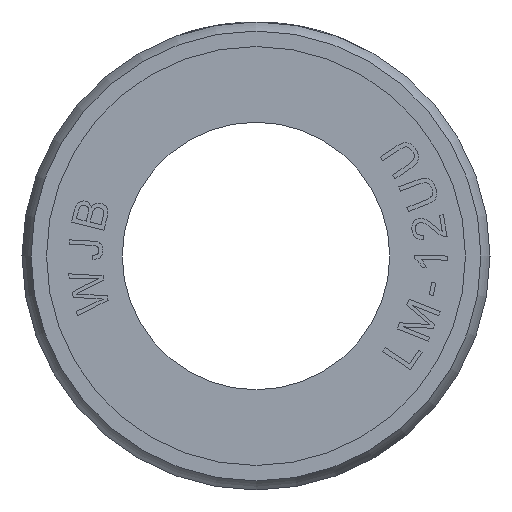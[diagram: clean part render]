
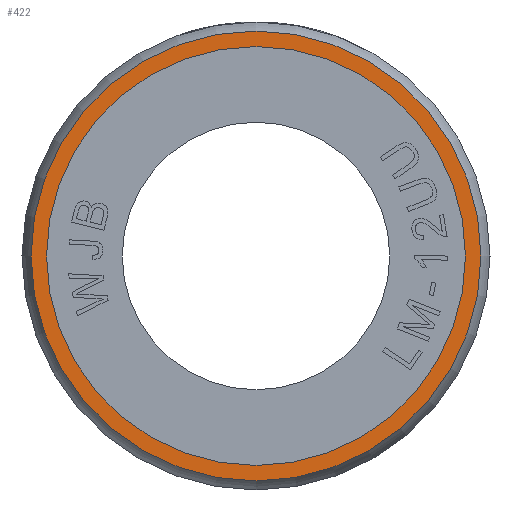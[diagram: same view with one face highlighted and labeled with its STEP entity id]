
A CAD part, left-side view. The second image highlights one B-rep face of the part: STEP entity #422.
In plain terms, the highlighted planar face has unit normal (-1, 0, 0).
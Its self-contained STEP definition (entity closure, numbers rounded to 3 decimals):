
#422=ADVANCED_FACE('',(#979,#980),#698,.T.);
#698=PLANE('',#5141);
#901=CIRCLE('',#5138,10.094);
#902=CIRCLE('',#5140,9.4);
#979=FACE_BOUND('',#1054,.T.);
#980=FACE_BOUND('',#1055,.T.);
#1054=EDGE_LOOP('',(#1911));
#1055=EDGE_LOOP('',(#1912));
#1911=ORIENTED_EDGE('',*,*,#3779,.T.);
#1912=ORIENTED_EDGE('',*,*,#3780,.F.);
#3305=VERTEX_POINT('',#7628);
#3306=VERTEX_POINT('',#7631);
#3779=EDGE_CURVE('',#3305,#3305,#901,.T.);
#3780=EDGE_CURVE('',#3306,#3306,#902,.T.);
#5138=AXIS2_PLACEMENT_3D('',#7627,#5573,#5574);
#5140=AXIS2_PLACEMENT_3D('',#7630,#5577,#5578);
#5141=AXIS2_PLACEMENT_3D('',#7632,#5579,#5580);
#5573=DIRECTION('',(-1.,0.,0.));
#5574=DIRECTION('',(0.,0.,1.));
#5577=DIRECTION('',(-1.,0.,0.));
#5578=DIRECTION('',(0.,0.,1.));
#5579=DIRECTION('',(-1.,0.,0.));
#5580=DIRECTION('',(0.,0.,1.));
#7627=CARTESIAN_POINT('',(0.,0.,0.));
#7628=CARTESIAN_POINT('',(0.,0.,10.094));
#7630=CARTESIAN_POINT('',(0.,0.,0.));
#7631=CARTESIAN_POINT('',(0.,0.,9.4));
#7632=CARTESIAN_POINT('',(0.,0.,9.747));
